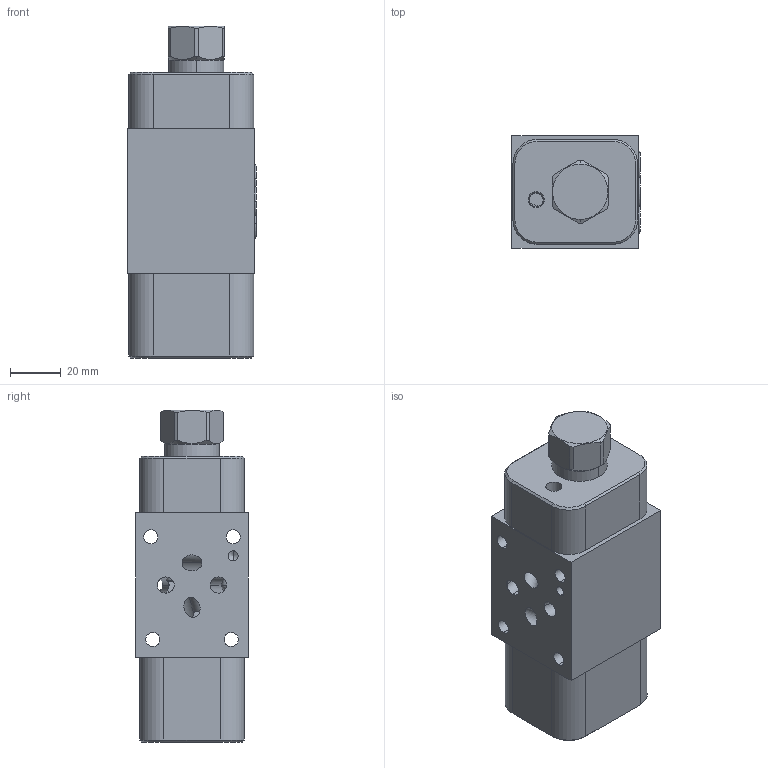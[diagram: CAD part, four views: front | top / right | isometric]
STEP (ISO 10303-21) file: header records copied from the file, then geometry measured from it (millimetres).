
FILE_DESCRIPTION((''),'2;1');
FILE_NAME('U8R_ASM','2023-10-16T',('ProEService'),(''),'PRO/ENGINEER BY PARAMETRIC TECHNOLOGY CORPORATION, 2014200','PRO/ENGINEER BY PARAMETRIC TECHNOLOGY CORPORATION, 2014200','');
FILE_SCHEMA(('CONFIG_CONTROL_DESIGN'));
Length unit declared in the file: inch
Products named in the file (6): 174-034; 850-004-250; 500-001-012; CXDAXCN; 811-001-006; U8R_ASM
Assembly tree (9 placements, depth 2):
  U8R_ASM
    174-034
    850-004-250  x2
    500-001-012  x4
    CXDAXCN
    811-001-006
Bounding box: 50.55 x 44.45 x 130.99 mm (x, y, z)
Volume: 208310 mm3; surface area: 46478.5 mm2
Topology: 10 solids, 10 shells, 334 faces, 1040 edges, 867 vertices
Faces by surface type: cylinder 142, cone 66, plane 57, revolution 24, torus 20, sphere 14, bspline 11
Entity records: 18151 total; most frequent: CARTESIAN_POINT 9624, DIRECTION 1734, ORIENTED_EDGE 1504, EDGE_CURVE 752, AXIS2_PLACEMENT_3D 621, VECTOR 480, LINE 480, VERTEX_POINT 473
